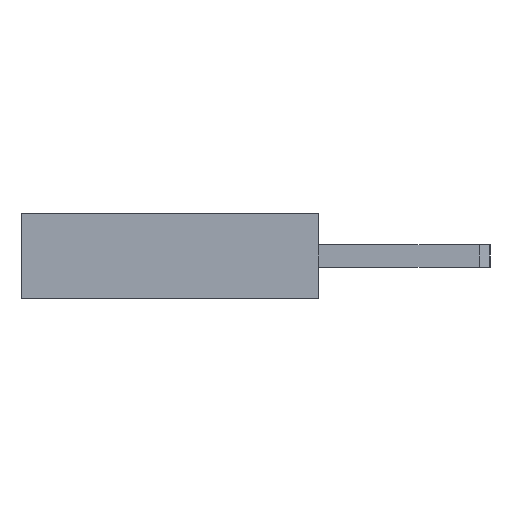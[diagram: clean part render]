
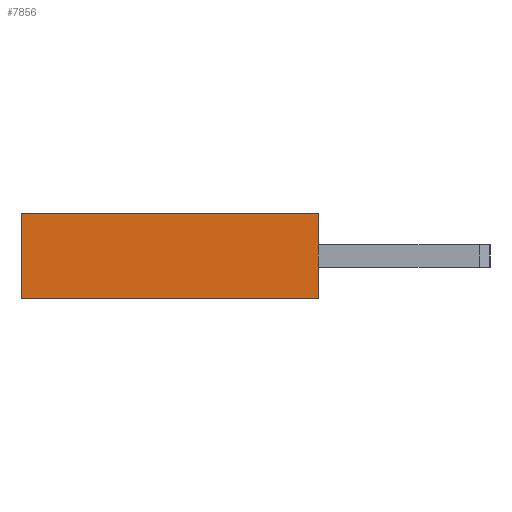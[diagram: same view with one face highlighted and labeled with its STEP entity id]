
A CAD part, left-side view. The second image highlights one B-rep face of the part: STEP entity #7856.
In plain terms, the highlighted planar face has unit normal (-1, 0, 0).
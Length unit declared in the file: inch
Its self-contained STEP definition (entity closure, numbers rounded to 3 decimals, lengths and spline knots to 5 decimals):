
#1723=ORIENTED_EDGE('',*,*,#3208,.T.);
#1724=ORIENTED_EDGE('',*,*,#2823,.F.);
#1725=ORIENTED_EDGE('',*,*,#3257,.F.);
#1726=ORIENTED_EDGE('',*,*,#2815,.T.);
#2815=EDGE_CURVE('',#3740,#3739,#4635,.T.);
#2823=EDGE_CURVE('',#3747,#3748,#4643,.T.);
#3208=EDGE_CURVE('',#3739,#3748,#5028,.T.);
#3257=EDGE_CURVE('',#3740,#3747,#5077,.T.);
#3739=VERTEX_POINT('',#11462);
#3740=VERTEX_POINT('',#11464);
#3747=VERTEX_POINT('',#11479);
#3748=VERTEX_POINT('',#11481);
#4635=LINE('',#11463,#5727);
#4643=LINE('',#11480,#5735);
#5028=LINE('',#12249,#6120);
#5077=LINE('',#12323,#6169);
#5727=VECTOR('',#9345,39.37008);
#5735=VECTOR('',#9355,39.37008);
#6120=VECTOR('',#9934,39.37008);
#6169=VECTOR('',#10033,39.37008);
#6560=EDGE_LOOP('',(#1723,#1724,#1725,#1726));
#7024=FACE_BOUND('',#6560,.T.);
#7464=PLANE('',#8275);
#7856=ADVANCED_FACE('',(#7024),#7464,.F.);
#8275=AXIS2_PLACEMENT_3D('',#12322,#10031,#10032);
#9345=DIRECTION('',(0.,-1.,0.));
#9355=DIRECTION('',(0.,-1.,0.));
#9934=DIRECTION('',(0.,0.,1.));
#10031=DIRECTION('',(1.,0.,0.));
#10032=DIRECTION('',(0.,0.,-1.));
#10033=DIRECTION('',(0.,0.,1.));
#11462=CARTESIAN_POINT('',(-1.21,0.,-0.0475));
#11463=CARTESIAN_POINT('',(-1.21,0.335,-0.0475));
#11464=CARTESIAN_POINT('',(-1.21,0.335,-0.0475));
#11479=CARTESIAN_POINT('',(-1.21,0.335,0.0475));
#11480=CARTESIAN_POINT('',(-1.21,0.335,0.0475));
#11481=CARTESIAN_POINT('',(-1.21,0.,0.0475));
#12249=CARTESIAN_POINT('',(-1.21,0.,-0.0475));
#12322=CARTESIAN_POINT('',(-1.21,0.335,-0.0475));
#12323=CARTESIAN_POINT('',(-1.21,0.335,-0.0475));
